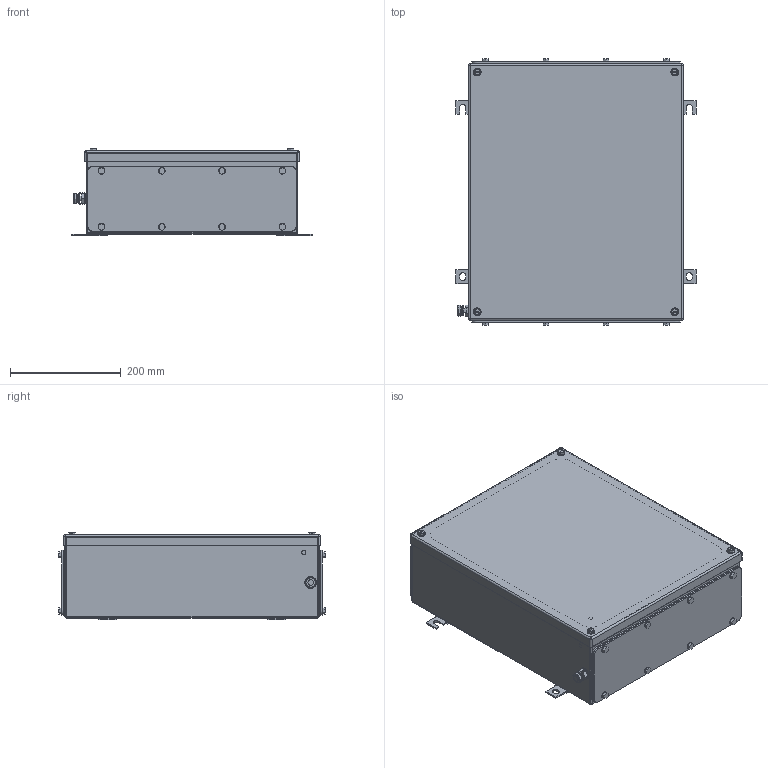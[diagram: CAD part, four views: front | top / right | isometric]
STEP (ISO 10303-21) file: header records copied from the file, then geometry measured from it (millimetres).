
FILE_DESCRIPTION(('CATIA V5 STEP Exchange','CAx-IF Rec.Pracs.--- Model Styling and Organization---1.4--- 2014-01-23'),'2;1');
FILE_NAME ('008651-4_2_1196120000_1196120000.stp','2019-09-25T06:51:51+00:00',('none'),('Weidmueller'),'CATIA Version 5-6 Release 2016 SP3 HF44','CATIA V5 STEP AP214','none');
FILE_SCHEMA(('AUTOMOTIVE_DESIGN { 1 0 10303 214 1 1 1 1 }'));
Length unit declared in the file: millimetre
Products named in the file (1): Product6_AllCATPart
Bounding box: 433 x 480 x 158.5 mm (x, y, z)
Volume: 1367618.3 mm3; surface area: 1550436.9 mm2
Topology: 72 solids, 72 shells, 1536 faces, 3512 edges, 2172 vertices
Faces by surface type: cylinder 630, plane 556, cone 304, torus 30, sphere 16
Entity records: 40625 total; most frequent: CARTESIAN_POINT 8308, ORIENTED_EDGE 6896, DIRECTION 5375, EDGE_CURVE 3448, AXIS2_PLACEMENT_3D 2548, VERTEX_POINT 2172, EDGE_LOOP 1808, VECTOR 1750
